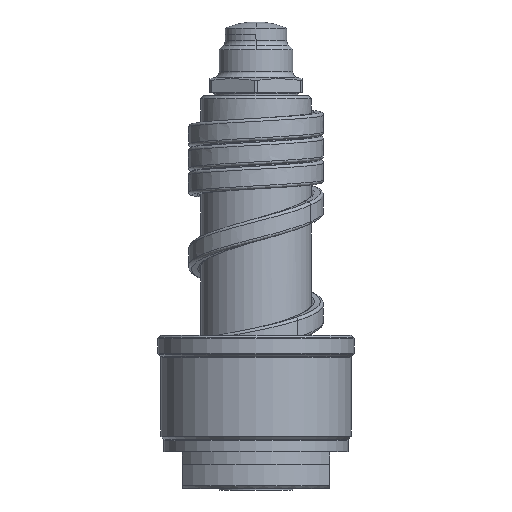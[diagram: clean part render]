
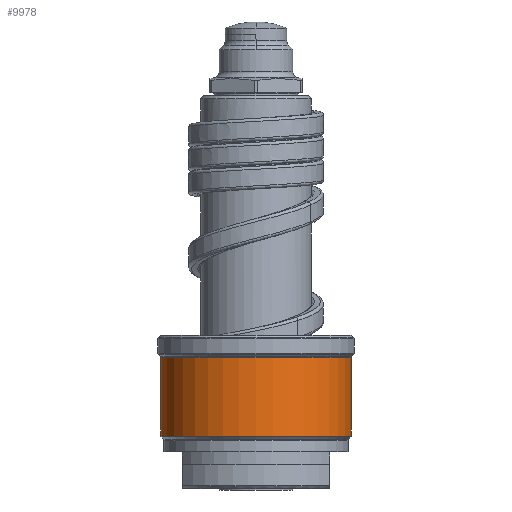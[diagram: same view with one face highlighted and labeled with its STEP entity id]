
A CAD part, front view. The second image highlights one B-rep face of the part: STEP entity #9978.
In plain terms, the highlighted cylindrical face has radius 15.5 mm (diameter 31 mm), a partial arc.
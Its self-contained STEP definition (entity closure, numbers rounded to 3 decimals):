
#2704=CARTESIAN_POINT('',(0.,0.,8.583));
#2705=DIRECTION('',(0.,0.,1.));
#2706=DIRECTION('',(-1.,0.,0.));
#2707=AXIS2_PLACEMENT_3D('',#2704,#2705,#2706);
#2709=DIRECTION('',(0.,0.,-1.));
#2710=VECTOR('',#2709,12.835);
#2711=CARTESIAN_POINT('',(-15.5,0.,21.417));
#2712=LINE('',#2711,#2710);
#2713=CARTESIAN_POINT('',(0.,0.,21.417));
#2714=DIRECTION('',(0.,0.,1.));
#2715=DIRECTION('',(-1.,0.,0.));
#2716=AXIS2_PLACEMENT_3D('',#2713,#2714,#2715);
#2718=DIRECTION('',(0.,0.,-1.));
#2719=VECTOR('',#2718,12.835);
#2720=CARTESIAN_POINT('',(15.5,0.,21.417));
#2721=LINE('',#2720,#2719);
#5981=CARTESIAN_POINT('',(15.5,0.,21.417));
#5982=CARTESIAN_POINT('',(-15.5,0.,21.417));
#5983=VERTEX_POINT('',#5981);
#5984=VERTEX_POINT('',#5982);
#6007=CARTESIAN_POINT('',(15.5,0.,8.583));
#6008=VERTEX_POINT('',#6007);
#6009=CARTESIAN_POINT('',(-15.5,0.,8.583));
#6010=VERTEX_POINT('',#6009);
#9966=CARTESIAN_POINT('',(0.,0.,7.15));
#9967=DIRECTION('',(0.,0.,1.));
#9968=DIRECTION('',(-1.,0.,0.));
#9969=AXIS2_PLACEMENT_3D('',#9966,#9967,#9968);
#9970=CYLINDRICAL_SURFACE('',#9969,15.5);
#9971=ORIENTED_EDGE('',*,*,#9938,.F.);
#9972=ORIENTED_EDGE('',*,*,#9956,.F.);
#9974=ORIENTED_EDGE('',*,*,#9973,.T.);
#9975=ORIENTED_EDGE('',*,*,#9952,.T.);
#9976=EDGE_LOOP('',(#9971,#9972,#9974,#9975));
#9977=FACE_OUTER_BOUND('',#9976,.F.);
#2708=CIRCLE('',#2707,15.5);
#2717=CIRCLE('',#2716,15.5);
#9938=EDGE_CURVE('',#6010,#6008,#2708,.T.);
#9952=EDGE_CURVE('',#5983,#6008,#2721,.T.);
#9956=EDGE_CURVE('',#5984,#6010,#2712,.T.);
#9973=EDGE_CURVE('',#5984,#5983,#2717,.T.);
#9978=ADVANCED_FACE('',(#9977),#9970,.T.);
